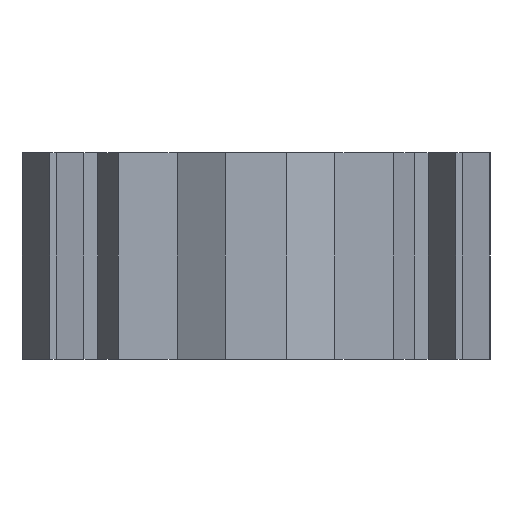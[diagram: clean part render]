
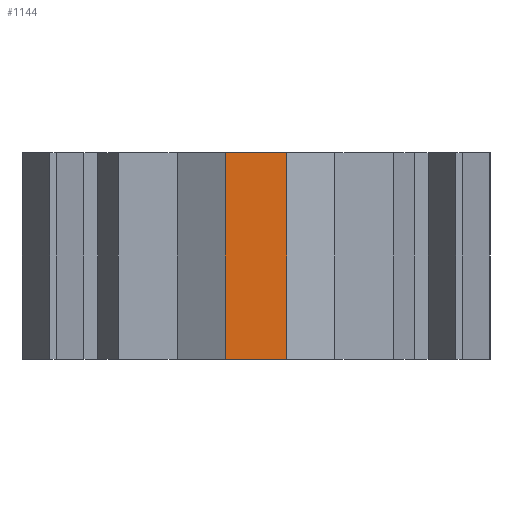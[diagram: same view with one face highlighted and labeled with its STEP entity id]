
A CAD part, front view. The second image highlights one B-rep face of the part: STEP entity #1144.
In plain terms, the highlighted planar face has unit normal (0, -1, 0).
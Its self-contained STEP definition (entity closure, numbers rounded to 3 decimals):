
#38=FACE_OUTER_BOUND('',#95,.T.);
#95=EDGE_LOOP('',(#826,#827,#828,#829));
#199=LINE('',#1674,#364);
#200=LINE('',#1677,#365);
#201=LINE('',#1679,#366);
#202=LINE('',#1680,#367);
#364=VECTOR('',#1367,10.);
#365=VECTOR('',#1370,10.);
#366=VECTOR('',#1371,10.);
#367=VECTOR('',#1372,10.);
#507=VERTEX_POINT('',#1670);
#508=VERTEX_POINT('',#1672);
#509=VERTEX_POINT('',#1676);
#510=VERTEX_POINT('',#1678);
#639=EDGE_CURVE('',#507,#508,#199,.T.);
#640=EDGE_CURVE('',#507,#509,#200,.T.);
#641=EDGE_CURVE('',#510,#508,#201,.T.);
#642=EDGE_CURVE('',#509,#510,#202,.T.);
#826=ORIENTED_EDGE('',*,*,#640,.F.);
#827=ORIENTED_EDGE('',*,*,#639,.T.);
#828=ORIENTED_EDGE('',*,*,#641,.F.);
#829=ORIENTED_EDGE('',*,*,#642,.F.);
#1087=PLANE('',#1215);
#1144=ADVANCED_FACE('',(#38),#1087,.T.);
#1215=AXIS2_PLACEMENT_3D('',#1675,#1368,#1369);
#1367=DIRECTION('',(0.,0.,1.));
#1368=DIRECTION('center_axis',(0.,-1.,0.));
#1369=DIRECTION('ref_axis',(1.,0.,0.));
#1370=DIRECTION('',(-1.,0.,0.));
#1371=DIRECTION('',(1.,0.,0.));
#1372=DIRECTION('',(0.,0.,1.));
#1670=CARTESIAN_POINT('',(0.9,-6.8,0.));
#1672=CARTESIAN_POINT('',(0.9,-6.8,6.));
#1674=CARTESIAN_POINT('',(0.9,-6.8,0.));
#1675=CARTESIAN_POINT('Origin',(-0.9,-6.8,0.));
#1676=CARTESIAN_POINT('',(-0.9,-6.8,0.));
#1677=CARTESIAN_POINT('',(-0.8,-6.8,0.));
#1678=CARTESIAN_POINT('',(-0.9,-6.8,6.));
#1679=CARTESIAN_POINT('',(-0.8,-6.8,6.));
#1680=CARTESIAN_POINT('',(-0.9,-6.8,0.));
